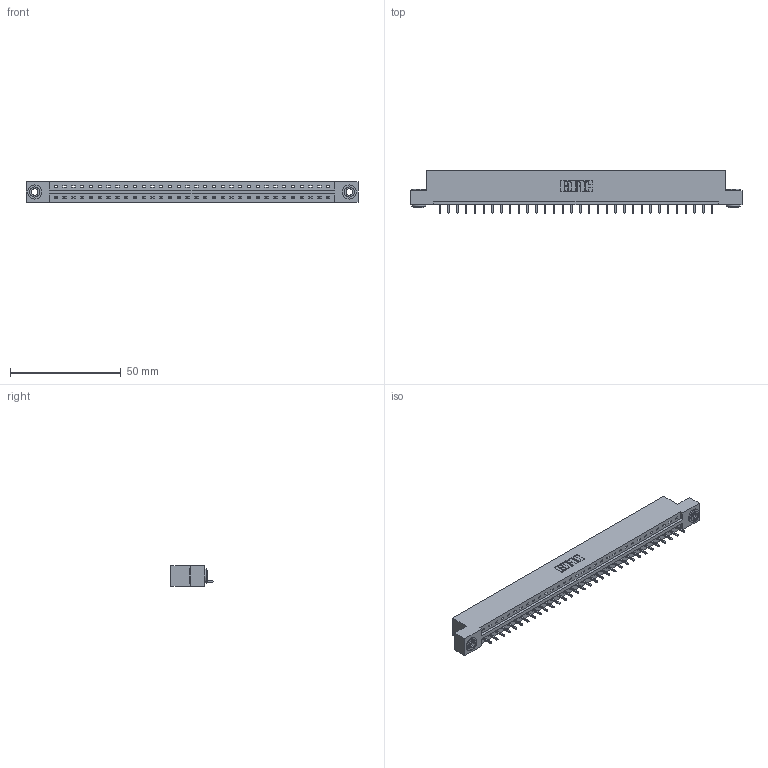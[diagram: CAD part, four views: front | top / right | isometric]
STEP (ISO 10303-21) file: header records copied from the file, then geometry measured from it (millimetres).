
FILE_DESCRIPTION (( 'STEP AP203' ), '1' );
FILE_NAME ('387-032-521-103.STEP', '2018-09-18T05:42:23', ( '' ), ( '' ), 'SwSTEP 2.0', 'SolidWorks 2016', '' );
FILE_SCHEMA (( 'CONFIG_CONTROL_DESIGN' ));
Length unit declared in the file: inch
Products named in the file (4): 337 Part_Flush Mounting Lugs - 0.156 Dia-TH; 345-292-001_345-293-121; 345-250-002_345-250-002-102; 387-032-521-103
Assembly tree (35 placements, depth 2):
  387-032-521-103
    337 Part_Flush Mounting Lugs - 0.156 Dia-TH
    345-292-001_345-293-121  x32
    345-250-002_345-250-002-102  x2
Bounding box: 149.81 x 19.06 x 9.4 mm (x, y, z)
Volume: 15373.4 mm3; surface area: 15677.3 mm2
Topology: 35 solids, 35 shells, 2136 faces, 6403 edges, 4222 vertices
Faces by surface type: plane 1552, cylinder 576, cone 8
Entity records: 25748 total; most frequent: CARTESIAN_POINT 4461, ORIENTED_EDGE 4422, DIRECTION 3809, EDGE_CURVE 2211, VECTOR 2059, LINE 2059, VERTEX_POINT 1470, AXIS2_PLACEMENT_3D 875
